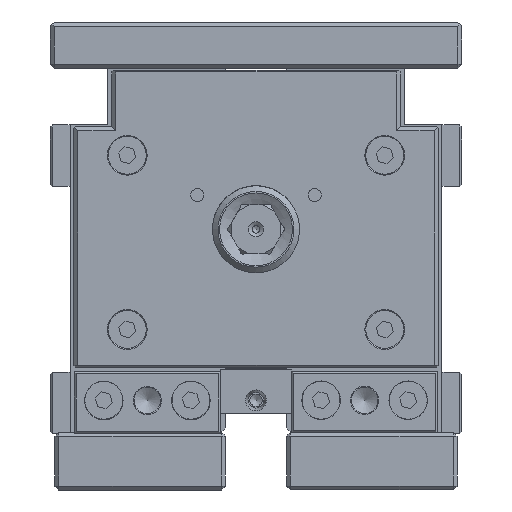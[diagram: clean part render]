
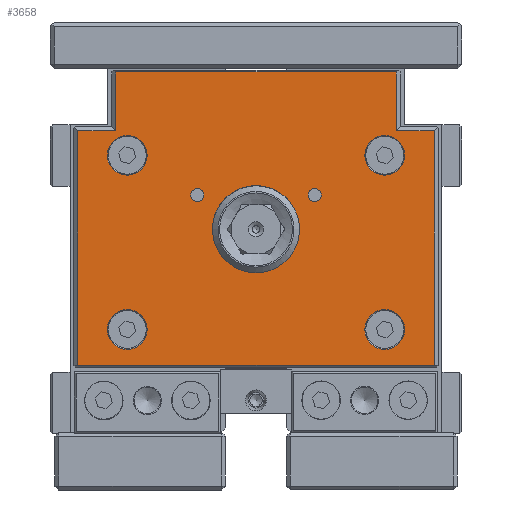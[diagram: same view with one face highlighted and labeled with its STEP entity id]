
A CAD part, left-side view. The second image highlights one B-rep face of the part: STEP entity #3658.
In plain terms, the highlighted planar face has unit normal (-1, 0, 0).
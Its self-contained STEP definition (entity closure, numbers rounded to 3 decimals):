
#3658 = ADVANCED_FACE( '', ( #7554, #7555, #7556, #7557, #7558, #7559, #7560, #7561 ), #7562, .F. );
#7554 = FACE_BOUND( '', #12394, .T. );
#7555 = FACE_BOUND( '', #12395, .T. );
#7556 = FACE_BOUND( '', #12396, .T. );
#7557 = FACE_BOUND( '', #12397, .T. );
#7558 = FACE_BOUND( '', #12398, .T. );
#7559 = FACE_BOUND( '', #12399, .T. );
#7560 = FACE_BOUND( '', #12400, .T. );
#7561 = FACE_OUTER_BOUND( '', #12401, .T. );
#7562 = PLANE( '', #12402 );
#12394 = EDGE_LOOP( '', ( #19328 ) );
#12395 = EDGE_LOOP( '', ( #19329 ) );
#12396 = EDGE_LOOP( '', ( #19330 ) );
#12397 = EDGE_LOOP( '', ( #19331 ) );
#12398 = EDGE_LOOP( '', ( #19332 ) );
#12399 = EDGE_LOOP( '', ( #19333 ) );
#12400 = EDGE_LOOP( '', ( #19334 ) );
#12401 = EDGE_LOOP( '', ( #19335, #19336, #19337, #19338, #19339, #19340, #19341, #19342 ) );
#12402 = AXIS2_PLACEMENT_3D( '', #19343, #19344, #19345 );
#19328 = ORIENTED_EDGE( '', *, *, #27423, .T. );
#19329 = ORIENTED_EDGE( '', *, *, #27424, .T. );
#19330 = ORIENTED_EDGE( '', *, *, #27425, .T. );
#19331 = ORIENTED_EDGE( '', *, *, #27251, .T. );
#19332 = ORIENTED_EDGE( '', *, *, #27426, .T. );
#19333 = ORIENTED_EDGE( '', *, *, #27427, .F. );
#19334 = ORIENTED_EDGE( '', *, *, #27428, .F. );
#19335 = ORIENTED_EDGE( '', *, *, #27429, .T. );
#19336 = ORIENTED_EDGE( '', *, *, #27430, .T. );
#19337 = ORIENTED_EDGE( '', *, *, #27431, .T. );
#19338 = ORIENTED_EDGE( '', *, *, #27432, .T. );
#19339 = ORIENTED_EDGE( '', *, *, #27433, .T. );
#19340 = ORIENTED_EDGE( '', *, *, #27304, .T. );
#19341 = ORIENTED_EDGE( '', *, *, #27434, .T. );
#19342 = ORIENTED_EDGE( '', *, *, #27435, .T. );
#19343 = CARTESIAN_POINT( '', ( -10., -49.1, -39.1 ) );
#19344 = DIRECTION( '', ( 1., 0., 0. ) );
#19345 = DIRECTION( '', ( 0., 1., 0. ) );
#27251 = EDGE_CURVE( '', #32161, #32161, #32162, .T. );
#27304 = EDGE_CURVE( '', #32249, #32247, #32250, .T. );
#27423 = EDGE_CURVE( '', #32424, #32424, #32425, .T. );
#27424 = EDGE_CURVE( '', #32426, #32426, #32427, .T. );
#27425 = EDGE_CURVE( '', #32428, #32428, #32429, .T. );
#27426 = EDGE_CURVE( '', #32430, #32430, #32431, .T. );
#27427 = EDGE_CURVE( '', #32432, #32432, #32433, .T. );
#27428 = EDGE_CURVE( '', #32434, #32434, #32435, .T. );
#27429 = EDGE_CURVE( '', #32436, #32236, #32437, .T. );
#27430 = EDGE_CURVE( '', #32236, #32438, #32439, .T. );
#27431 = EDGE_CURVE( '', #32438, #32440, #32441, .T. );
#27432 = EDGE_CURVE( '', #32440, #32442, #32443, .T. );
#27433 = EDGE_CURVE( '', #32442, #32249, #32444, .T. );
#27434 = EDGE_CURVE( '', #32247, #32445, #32446, .T. );
#27435 = EDGE_CURVE( '', #32445, #32436, #32447, .T. );
#32161 = VERTEX_POINT( '', #38919 );
#32162 = CIRCLE( '', #38920, 5.25 );
#32236 = VERTEX_POINT( '', #39030 );
#32247 = VERTEX_POINT( '', #39046 );
#32249 = VERTEX_POINT( '', #39049 );
#32250 = LINE( '', #39050, #39051 );
#32424 = VERTEX_POINT( '', #39284 );
#32425 = CIRCLE( '', #39285, 11.5 );
#32426 = VERTEX_POINT( '', #39286 );
#32427 = CIRCLE( '', #39287, 5.25 );
#32428 = VERTEX_POINT( '', #39288 );
#32429 = CIRCLE( '', #39289, 5.25 );
#32430 = VERTEX_POINT( '', #39290 );
#32431 = CIRCLE( '', #39291, 5.25 );
#32432 = VERTEX_POINT( '', #39292 );
#32433 = CIRCLE( '', #39293, 1.73 );
#32434 = VERTEX_POINT( '', #39294 );
#32435 = CIRCLE( '', #39295, 1.73 );
#32436 = VERTEX_POINT( '', #39296 );
#32437 = LINE( '', #39297, #39298 );
#32438 = VERTEX_POINT( '', #39299 );
#32439 = LINE( '', #39300, #39301 );
#32440 = VERTEX_POINT( '', #39302 );
#32441 = LINE( '', #39303, #39304 );
#32442 = VERTEX_POINT( '', #39305 );
#32443 = LINE( '', #39306, #39307 );
#32444 = LINE( '', #39308, #39309 );
#32445 = VERTEX_POINT( '', #39310 );
#32446 = LINE( '', #39311, #39312 );
#32447 = LINE( '', #39313, #39314 );
#38919 = CARTESIAN_POINT( '', ( -10., -39.25, 29.95 ) );
#38920 = AXIS2_PLACEMENT_3D( '', #44443, #44444, #44445 );
#39030 = CARTESIAN_POINT( '', ( -10., -47.1, 39.45 ) );
#39046 = CARTESIAN_POINT( '', ( -10., -37.1, -38.05 ) );
#39049 = CARTESIAN_POINT( '', ( -10., 37.1, -38.05 ) );
#39050 = CARTESIAN_POINT( '', ( -10., -38.1, -38.05 ) );
#39051 = VECTOR( '', #44496, 1000. );
#39284 = CARTESIAN_POINT( '', ( -10., 11.5, 3.45 ) );
#39285 = AXIS2_PLACEMENT_3D( '', #44636, #44637, #44638 );
#39286 = CARTESIAN_POINT( '', ( -10., 28.75, -16.05 ) );
#39287 = AXIS2_PLACEMENT_3D( '', #44639, #44640, #44641 );
#39288 = CARTESIAN_POINT( '', ( -10., 28.75, 29.95 ) );
#39289 = AXIS2_PLACEMENT_3D( '', #44642, #44643, #44644 );
#39290 = CARTESIAN_POINT( '', ( -10., -39.25, -16.05 ) );
#39291 = AXIS2_PLACEMENT_3D( '', #44645, #44646, #44647 );
#39292 = CARTESIAN_POINT( '', ( -10., 13.771, -5.55 ) );
#39293 = AXIS2_PLACEMENT_3D( '', #44648, #44649, #44650 );
#39294 = CARTESIAN_POINT( '', ( -10., -17.23, -5.55 ) );
#39295 = AXIS2_PLACEMENT_3D( '', #44651, #44652, #44653 );
#39296 = CARTESIAN_POINT( '', ( -10., -47.1, -22.55 ) );
#39297 = CARTESIAN_POINT( '', ( -10., -47.1, 40.95 ) );
#39298 = VECTOR( '', #44654, 1000. );
#39299 = CARTESIAN_POINT( '', ( -10., 47.1, 39.45 ) );
#39300 = CARTESIAN_POINT( '', ( -10., 47.1, 39.45 ) );
#39301 = VECTOR( '', #44655, 1000. );
#39302 = CARTESIAN_POINT( '', ( -10., 47.1, -22.55 ) );
#39303 = CARTESIAN_POINT( '', ( -10., 47.1, -23.55 ) );
#39304 = VECTOR( '', #44656, 1000. );
#39305 = CARTESIAN_POINT( '', ( -10., 37.1, -22.55 ) );
#39306 = CARTESIAN_POINT( '', ( -10., -49.1, -22.55 ) );
#39307 = VECTOR( '', #44657, 1000. );
#39308 = CARTESIAN_POINT( '', ( -10., 37.1, -39.1 ) );
#39309 = VECTOR( '', #44658, 1000. );
#39310 = CARTESIAN_POINT( '', ( -10., -37.1, -22.55 ) );
#39311 = CARTESIAN_POINT( '', ( -10., -37.1, -39.1 ) );
#39312 = VECTOR( '', #44659, 1000. );
#39313 = CARTESIAN_POINT( '', ( -10., -49.1, -22.55 ) );
#39314 = VECTOR( '', #44660, 1000. );
#44443 = CARTESIAN_POINT( '', ( -10., -34., 29.95 ) );
#44444 = DIRECTION( '', ( 1., 0., 0. ) );
#44445 = DIRECTION( '', ( 0., -1., 0. ) );
#44496 = DIRECTION( '', ( 0., -1., 0. ) );
#44636 = CARTESIAN_POINT( '', ( -10., 0., 3.45 ) );
#44637 = DIRECTION( '', ( 1., 0., 0. ) );
#44638 = DIRECTION( '', ( 0., 1., 0. ) );
#44639 = CARTESIAN_POINT( '', ( -10., 34., -16.05 ) );
#44640 = DIRECTION( '', ( 1., 0., 0. ) );
#44641 = DIRECTION( '', ( 0., -1., 0. ) );
#44642 = CARTESIAN_POINT( '', ( -10., 34., 29.95 ) );
#44643 = DIRECTION( '', ( 1., 0., 0. ) );
#44644 = DIRECTION( '', ( 0., -1., 0. ) );
#44645 = CARTESIAN_POINT( '', ( -10., -34., -16.05 ) );
#44646 = DIRECTION( '', ( 1., 0., 0. ) );
#44647 = DIRECTION( '', ( 0., -1., 0. ) );
#44648 = CARTESIAN_POINT( '', ( -10., 15.5, -5.55 ) );
#44649 = DIRECTION( '', ( -1., 0., 0. ) );
#44650 = DIRECTION( '', ( 0., -1., 0. ) );
#44651 = CARTESIAN_POINT( '', ( -10., -15.5, -5.55 ) );
#44652 = DIRECTION( '', ( -1., 0., 0. ) );
#44653 = DIRECTION( '', ( 0., -1., 0. ) );
#44654 = DIRECTION( '', ( 0., 0., 1. ) );
#44655 = DIRECTION( '', ( 0., 1., 0. ) );
#44656 = DIRECTION( '', ( 0., 0., -1. ) );
#44657 = DIRECTION( '', ( 0., -1., 0. ) );
#44658 = DIRECTION( '', ( 0., 0., -1. ) );
#44659 = DIRECTION( '', ( 0., 0., 1. ) );
#44660 = DIRECTION( '', ( 0., -1., 0. ) );
